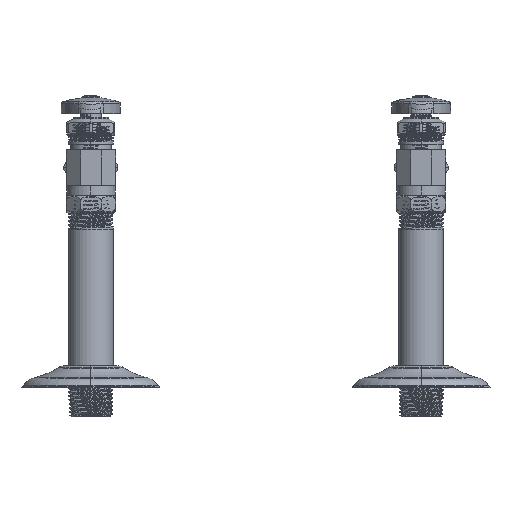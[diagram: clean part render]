
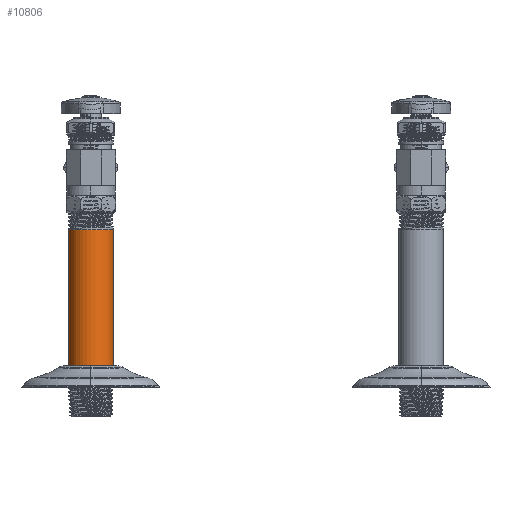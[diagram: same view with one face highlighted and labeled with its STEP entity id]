
A CAD part, front view. The second image highlights one B-rep face of the part: STEP entity #10806.
In plain terms, the highlighted cylindrical face has radius 10.3 mm (diameter 20.599 mm), a partial arc.
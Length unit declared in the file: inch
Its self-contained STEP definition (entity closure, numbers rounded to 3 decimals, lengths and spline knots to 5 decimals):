
#1439=CARTESIAN_POINT('',(0.,0.,-3.925));
#1440=DIRECTION('',(0.,0.,1.));
#1441=DIRECTION('',(-1.,0.,0.));
#1442=AXIS2_PLACEMENT_3D('',#1439,#1440,#1441);
#1531=CARTESIAN_POINT('',(0.,0.,-3.925));
#1532=DIRECTION('',(0.,0.,1.));
#1533=DIRECTION('',(0.,-1.,0.));
#1534=AXIS2_PLACEMENT_3D('',#1531,#1532,#1533);
#2855=DIRECTION('',(0.,0.,1.));
#2856=VECTOR('',#2855,2.8);
#2857=CARTESIAN_POINT('',(-0.4055,0.,-3.925));
#2858=LINE('',#2857,#2856);
#2859=DIRECTION('',(0.,0.,-1.));
#2860=VECTOR('',#2859,2.8);
#2861=CARTESIAN_POINT('',(0.4055,0.,-1.125));
#2862=LINE('',#2861,#2860);
#2941=CARTESIAN_POINT('',(0.,0.,-1.125));
#2942=DIRECTION('',(0.,0.,-1.));
#2943=DIRECTION('',(0.,-1.,0.));
#2944=AXIS2_PLACEMENT_3D('',#2941,#2942,#2943);
#4006=CARTESIAN_POINT('',(0.,0.,-1.125));
#4007=DIRECTION('',(0.,0.,-1.));
#4008=DIRECTION('',(1.,0.,0.));
#4009=AXIS2_PLACEMENT_3D('',#4006,#4007,#4008);
#8954=CARTESIAN_POINT('',(0.,-0.4055,-1.125));
#8955=VERTEX_POINT('',#8954);
#8956=CARTESIAN_POINT('',(-0.4055,0.,-1.125));
#8957=VERTEX_POINT('',#8956);
#8990=CARTESIAN_POINT('',(0.4055,0.,-1.125));
#8991=VERTEX_POINT('',#8990);
#9000=CARTESIAN_POINT('',(-0.4055,0.,-3.925));
#9002=VERTEX_POINT('',#9000);
#9003=CARTESIAN_POINT('',(0.4055,0.,-3.925));
#9004=VERTEX_POINT('',#9003);
#9006=CARTESIAN_POINT('',(0.,-0.4055,-3.925));
#9007=VERTEX_POINT('',#9006);
#10791=CARTESIAN_POINT('',(0.,0.,-3.981));
#10792=DIRECTION('',(0.,0.,1.));
#10793=DIRECTION('',(1.,0.,0.));
#10794=AXIS2_PLACEMENT_3D('',#10791,#10792,#10793);
#10795=CYLINDRICAL_SURFACE('',#10794,0.4055);
#10796=ORIENTED_EDGE('',*,*,#9969,.F.);
#10797=ORIENTED_EDGE('',*,*,#9990,.T.);
#10799=ORIENTED_EDGE('',*,*,#10798,.F.);
#10801=ORIENTED_EDGE('',*,*,#10800,.F.);
#10802=ORIENTED_EDGE('',*,*,#9984,.T.);
#10803=ORIENTED_EDGE('',*,*,#10006,.F.);
#10804=EDGE_LOOP('',(#10796,#10797,#10799,#10801,#10802,#10803));
#10805=FACE_OUTER_BOUND('',#10804,.F.);
#10806=ADVANCED_FACE('',(#10805),#10795,.T.);
#1443=CIRCLE('',#1442,0.4055);
#1535=CIRCLE('',#1534,0.4055);
#2945=CIRCLE('',#2944,0.4055);
#4010=CIRCLE('',#4009,0.4055);
#9969=EDGE_CURVE('',#9002,#9007,#1443,.T.);
#9984=EDGE_CURVE('',#8991,#9004,#2862,.T.);
#9990=EDGE_CURVE('',#9002,#8957,#2858,.T.);
#10006=EDGE_CURVE('',#9007,#9004,#1535,.T.);
#10798=EDGE_CURVE('',#8955,#8957,#2945,.T.);
#10800=EDGE_CURVE('',#8991,#8955,#4010,.T.);
